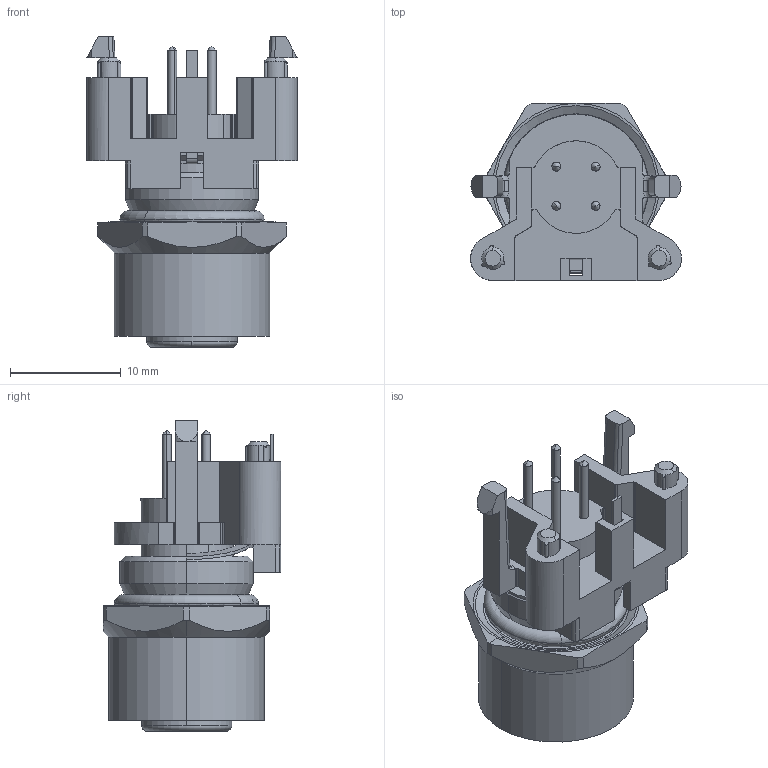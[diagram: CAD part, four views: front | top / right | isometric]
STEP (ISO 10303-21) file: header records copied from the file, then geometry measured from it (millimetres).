
FILE_DESCRIPTION(('CATIA V5R24 STEP','CAx-IF Rec.Pracs.--- Model Styling and Organization---1.2---2011-12-15'),'2;1');
FILE_NAME ('D1461810_0_2422490000_2422490000.stp','2017-05-12T07:56:04+00:00',('none'),('Weidmueller'),'CATIA Version 5-6 Release 2014 SP4 HF52','CATIA V5 STEP AP214','none');
FILE_SCHEMA(('AUTOMOTIVE_DESIGN { 1 0 10303 214 1 1 1 1 }'));
Length unit declared in the file: millimetre
Products named in the file (1): v5-standard_part
Bounding box: 19 x 16 x 28 mm (x, y, z)
Volume: 2787.5 mm3; surface area: 3841.9 mm2
Topology: 1 solids, 1 shells, 573 faces, 1632 edges, 1052 vertices
Faces by surface type: plane 206, cylinder 197, bspline 77, cone 50, torus 43
Entity records: 20487 total; most frequent: CARTESIAN_POINT 6327, ORIENTED_EDGE 3192, DIRECTION 2137, EDGE_CURVE 1596, VERTEX_POINT 1052, AXIS2_PLACEMENT_3D 946, VECTOR 695, LINE 695
